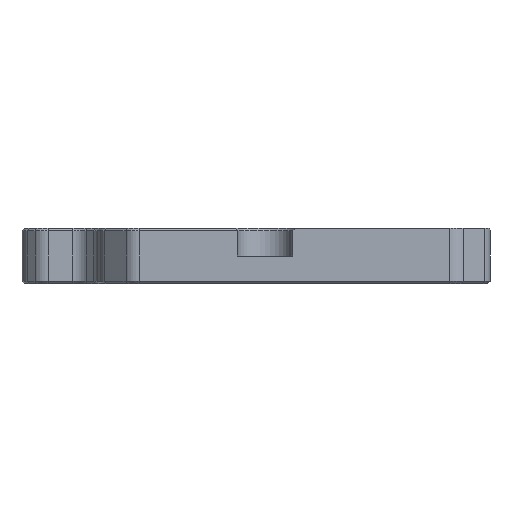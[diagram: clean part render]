
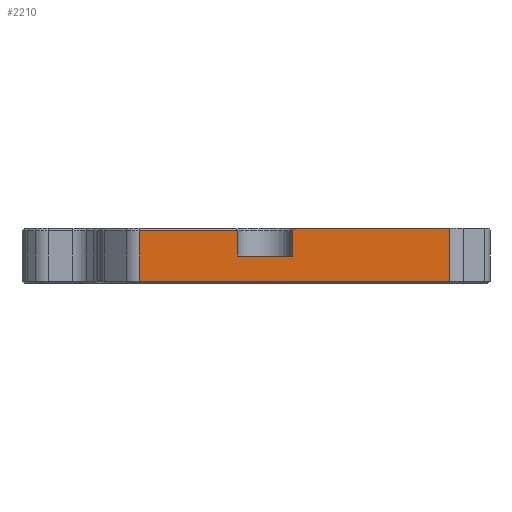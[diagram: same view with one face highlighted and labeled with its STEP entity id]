
A CAD part, front view. The second image highlights one B-rep face of the part: STEP entity #2210.
In plain terms, the highlighted planar face has unit normal (0, -1, 0).
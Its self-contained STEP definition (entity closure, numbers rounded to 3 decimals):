
#94 = VECTOR ( 'NONE', #634, 1000. ) ;
#100 = ORIENTED_EDGE ( 'NONE', *, *, #1612, .T. ) ;
#122 = EDGE_CURVE ( 'NONE', #2331, #4288, #304, .T. ) ;
#160 = LINE ( 'NONE', #1882, #1304 ) ;
#304 = LINE ( 'NONE', #5504, #2296 ) ;
#305 = DIRECTION ( 'NONE',  ( 1., 0., 0. ) ) ;
#609 = EDGE_CURVE ( 'NONE', #5474, #6054, #6635, .T. ) ;
#634 = DIRECTION ( 'NONE',  ( -1., 0., 0. ) ) ;
#725 = DIRECTION ( 'NONE',  ( -0.707, 0., -0.707 ) ) ;
#747 = CARTESIAN_POINT ( 'NONE',  ( -16.961, -37.249, 5.75 ) ) ;
#834 = EDGE_LOOP ( 'NONE', ( #1475, #2151, #7170, #3149, #1127, #1225, #100, #3070, #4257 ) ) ;
#950 = VERTEX_POINT ( 'NONE', #5518 ) ;
#961 = CARTESIAN_POINT ( 'NONE',  ( 0., -37.249, 6. ) ) ;
#978 = LINE ( 'NONE', #1040, #2772 ) ;
#1004 = LINE ( 'NONE', #3796, #6506 ) ;
#1040 = CARTESIAN_POINT ( 'NONE',  ( -16.961, -37.249, 3. ) ) ;
#1127 = ORIENTED_EDGE ( 'NONE', *, *, #122, .T. ) ;
#1169 = DIRECTION ( 'NONE',  ( 0., -1., 0. ) ) ;
#1218 = EDGE_CURVE ( 'NONE', #5474, #3331, #3542, .T. ) ;
#1225 = ORIENTED_EDGE ( 'NONE', *, *, #3152, .T. ) ;
#1304 = VECTOR ( 'NONE', #5920, 1000. ) ;
#1369 = EDGE_CURVE ( 'NONE', #6988, #6054, #2077, .T. ) ;
#1475 = ORIENTED_EDGE ( 'NONE', *, *, #609, .F. ) ;
#1612 = EDGE_CURVE ( 'NONE', #950, #2352, #160, .T. ) ;
#1767 = CARTESIAN_POINT ( 'NONE',  ( -2., -37.249, 5.75 ) ) ;
#1882 = CARTESIAN_POINT ( 'NONE',  ( -12.633, -37.249, 25. ) ) ;
#2077 = LINE ( 'NONE', #6113, #6131 ) ;
#2151 = ORIENTED_EDGE ( 'NONE', *, *, #1218, .T. ) ;
#2210 = ADVANCED_FACE ( 'NONE', ( #5260 ), #6349, .T. ) ;
#2296 = VECTOR ( 'NONE', #2601, 1000. ) ;
#2331 = VERTEX_POINT ( 'NONE', #4849 ) ;
#2352 = VERTEX_POINT ( 'NONE', #7075 ) ;
#2601 = DIRECTION ( 'NONE',  ( 0., 0., 1. ) ) ;
#2772 = VECTOR ( 'NONE', #305, 1000. ) ;
#2800 = DIRECTION ( 'NONE',  ( 0., 0., -1. ) ) ;
#2838 = CARTESIAN_POINT ( 'NONE',  ( 4., -37.249, 25. ) ) ;
#2882 = LINE ( 'NONE', #2838, #6729 ) ;
#3070 = ORIENTED_EDGE ( 'NONE', *, *, #4644, .T. ) ;
#3115 = VECTOR ( 'NONE', #725, 1000. ) ;
#3149 = ORIENTED_EDGE ( 'NONE', *, *, #6776, .F. ) ;
#3152 = EDGE_CURVE ( 'NONE', #4288, #950, #6986, .T. ) ;
#3244 = CARTESIAN_POINT ( 'NONE',  ( 4., -37.249, 3. ) ) ;
#3331 = VERTEX_POINT ( 'NONE', #4344 ) ;
#3397 = CARTESIAN_POINT ( 'NONE',  ( -16.961, -37.249, 25. ) ) ;
#3403 = DIRECTION ( 'NONE',  ( 0., 0., -1. ) ) ;
#3542 = LINE ( 'NONE', #3610, #3115 ) ;
#3610 = CARTESIAN_POINT ( 'NONE',  ( 3.144, -37.249, 4.894 ) ) ;
#3796 = CARTESIAN_POINT ( 'NONE',  ( 20.975, -37.249, 0.25 ) ) ;
#3930 = DIRECTION ( 'NONE',  ( 1., 0., 0. ) ) ;
#4254 = CARTESIAN_POINT ( 'NONE',  ( 4.25, -37.249, 6. ) ) ;
#4257 = ORIENTED_EDGE ( 'NONE', *, *, #1369, .T. ) ;
#4288 = VERTEX_POINT ( 'NONE', #1767 ) ;
#4344 = CARTESIAN_POINT ( 'NONE',  ( 4., -37.249, 5.75 ) ) ;
#4644 = EDGE_CURVE ( 'NONE', #2352, #6988, #1004, .T. ) ;
#4849 = CARTESIAN_POINT ( 'NONE',  ( -2., -37.249, 3. ) ) ;
#4988 = VECTOR ( 'NONE', #3930, 1000. ) ;
#5068 = VERTEX_POINT ( 'NONE', #3244 ) ;
#5110 = EDGE_CURVE ( 'NONE', #3331, #5068, #2882, .T. ) ;
#5260 = FACE_OUTER_BOUND ( 'NONE', #834, .T. ) ;
#5474 = VERTEX_POINT ( 'NONE', #4254 ) ;
#5504 = CARTESIAN_POINT ( 'NONE',  ( -2., -37.249, 25. ) ) ;
#5518 = CARTESIAN_POINT ( 'NONE',  ( -12.633, -37.249, 5.75 ) ) ;
#5555 = DIRECTION ( 'NONE',  ( 0., 0., 1. ) ) ;
#5832 = CARTESIAN_POINT ( 'NONE',  ( 20.975, -37.249, 0.25 ) ) ;
#5880 = AXIS2_PLACEMENT_3D ( 'NONE', #3397, #1169, #2800 ) ;
#5920 = DIRECTION ( 'NONE',  ( 0., 0., -1. ) ) ;
#6054 = VERTEX_POINT ( 'NONE', #6896 ) ;
#6113 = CARTESIAN_POINT ( 'NONE',  ( 20.975, -37.249, 25. ) ) ;
#6131 = VECTOR ( 'NONE', #5555, 1000. ) ;
#6349 = PLANE ( 'NONE',  #5880 ) ;
#6506 = VECTOR ( 'NONE', #7253, 1000. ) ;
#6635 = LINE ( 'NONE', #961, #4988 ) ;
#6729 = VECTOR ( 'NONE', #3403, 1000. ) ;
#6776 = EDGE_CURVE ( 'NONE', #2331, #5068, #978, .T. ) ;
#6896 = CARTESIAN_POINT ( 'NONE',  ( 20.975, -37.249, 6. ) ) ;
#6986 = LINE ( 'NONE', #747, #94 ) ;
#6988 = VERTEX_POINT ( 'NONE', #5832 ) ;
#7075 = CARTESIAN_POINT ( 'NONE',  ( -12.633, -37.249, 0.25 ) ) ;
#7170 = ORIENTED_EDGE ( 'NONE', *, *, #5110, .T. ) ;
#7253 = DIRECTION ( 'NONE',  ( 1., 0., 0. ) ) ;
